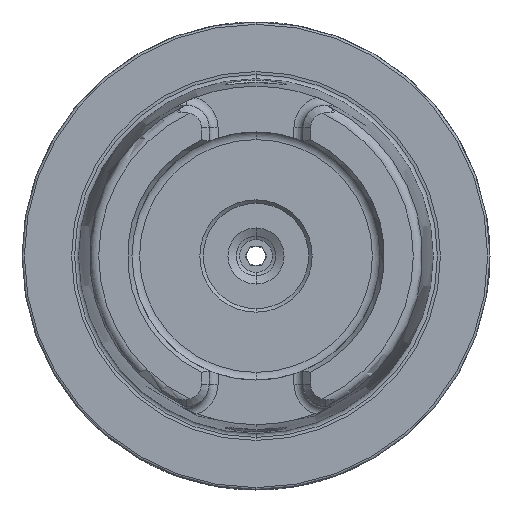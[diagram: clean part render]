
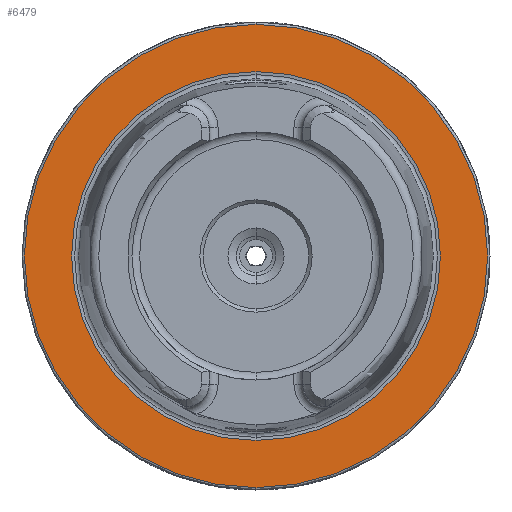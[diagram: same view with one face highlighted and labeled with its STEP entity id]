
A CAD part, left-side view. The second image highlights one B-rep face of the part: STEP entity #6479.
In plain terms, the highlighted planar face has unit normal (-1, 0, 0).
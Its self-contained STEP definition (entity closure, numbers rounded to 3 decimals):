
#124 = VERTEX_POINT ( 'NONE', #9093 ) ;
#333 = VERTEX_POINT ( 'NONE', #2156 ) ;
#666 = DIRECTION ( 'NONE',  ( -1., 0., 0. ) ) ;
#713 = DIRECTION ( 'NONE',  ( 0., 0., 1. ) ) ;
#883 = CARTESIAN_POINT ( 'NONE',  ( 0., 0., 0. ) ) ;
#1108 = VERTEX_POINT ( 'NONE', #8528 ) ;
#1152 = EDGE_LOOP ( 'NONE', ( #9383, #9516 ) ) ;
#2156 = CARTESIAN_POINT ( 'NONE',  ( 0., 0., 39.405 ) ) ;
#2301 = CARTESIAN_POINT ( 'NONE',  ( 0., 0., -39.405 ) ) ;
#2357 = AXIS2_PLACEMENT_3D ( 'NONE', #3783, #3731, #3719 ) ;
#2512 = DIRECTION ( 'NONE',  ( 0., 0., 1. ) ) ;
#2520 = DIRECTION ( 'NONE',  ( -1., 0., 0. ) ) ;
#2523 = CARTESIAN_POINT ( 'NONE',  ( 0., 0., 0. ) ) ;
#2567 = DIRECTION ( 'NONE',  ( 0., 0., 1. ) ) ;
#2583 = DIRECTION ( 'NONE',  ( -1., 0., 0. ) ) ;
#2584 = CARTESIAN_POINT ( 'NONE',  ( 0., 0., 0. ) ) ;
#3083 = CIRCLE ( 'NONE', #8720, 39.405 ) ;
#3171 = AXIS2_PLACEMENT_3D ( 'NONE', #883, #666, #713 ) ;
#3666 = CIRCLE ( 'NONE', #3171, 49.5 ) ;
#3719 = DIRECTION ( 'NONE',  ( 0., 0., -1. ) ) ;
#3731 = DIRECTION ( 'NONE',  ( 1., 0., 0. ) ) ;
#3737 = PLANE ( 'NONE',  #2357 ) ;
#3783 = CARTESIAN_POINT ( 'NONE',  ( 0., 49.5, 0. ) ) ;
#4431 = EDGE_LOOP ( 'NONE', ( #8952, #9196 ) ) ;
#4742 = EDGE_CURVE ( 'NONE', #333, #4815, #8742, .T. ) ;
#4753 = EDGE_CURVE ( 'NONE', #1108, #124, #8724, .T. ) ;
#4815 = VERTEX_POINT ( 'NONE', #2301 ) ;
#5670 = FACE_OUTER_BOUND ( 'NONE', #1152, .T. ) ;
#5689 = FACE_BOUND ( 'NONE', #4431, .T. ) ;
#6479 = ADVANCED_FACE ( 'NONE', ( #5689, #5670 ), #3737, .F. ) ;
#7275 = EDGE_CURVE ( 'NONE', #124, #1108, #3666, .T. ) ;
#7521 = EDGE_CURVE ( 'NONE', #4815, #333, #3083, .T. ) ;
#7924 = AXIS2_PLACEMENT_3D ( 'NONE', #2523, #2520, #2512 ) ;
#8131 = AXIS2_PLACEMENT_3D ( 'NONE', #2584, #2583, #2567 ) ;
#8528 = CARTESIAN_POINT ( 'NONE',  ( 0., 0., -49.5 ) ) ;
#8697 = DIRECTION ( 'NONE',  ( 0., 0., 1. ) ) ;
#8709 = DIRECTION ( 'NONE',  ( -1., 0., 0. ) ) ;
#8717 = CARTESIAN_POINT ( 'NONE',  ( 0., 0., 0. ) ) ;
#8720 = AXIS2_PLACEMENT_3D ( 'NONE', #8717, #8709, #8697 ) ;
#8724 = CIRCLE ( 'NONE', #7924, 49.5 ) ;
#8742 = CIRCLE ( 'NONE', #8131, 39.405 ) ;
#8952 = ORIENTED_EDGE ( 'NONE', *, *, #4742, .F. ) ;
#9093 = CARTESIAN_POINT ( 'NONE',  ( 0., 0., 49.5 ) ) ;
#9196 = ORIENTED_EDGE ( 'NONE', *, *, #7521, .F. ) ;
#9383 = ORIENTED_EDGE ( 'NONE', *, *, #7275, .T. ) ;
#9516 = ORIENTED_EDGE ( 'NONE', *, *, #4753, .T. ) ;
